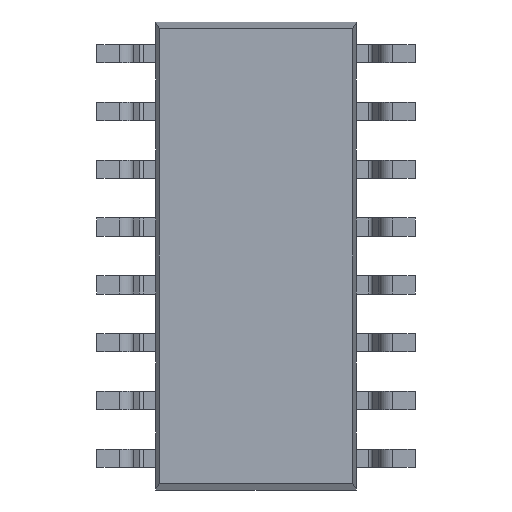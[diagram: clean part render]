
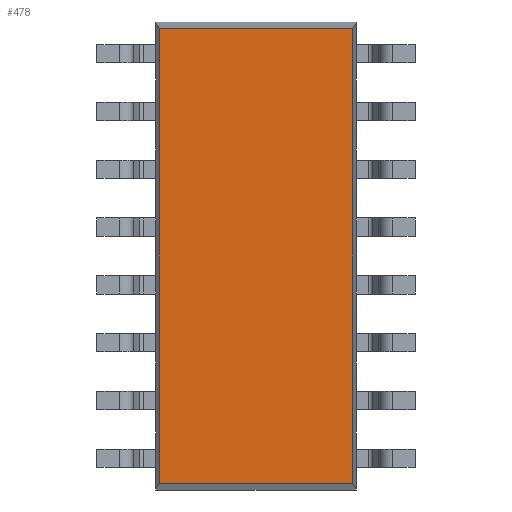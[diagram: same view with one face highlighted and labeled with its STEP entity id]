
A CAD part, front view. The second image highlights one B-rep face of the part: STEP entity #478.
In plain terms, the highlighted planar face has unit normal (0, -1, 0).
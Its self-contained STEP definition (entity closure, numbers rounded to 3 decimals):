
#3 = VERTEX_POINT ( 'NONE', #6694 ) ;
#15 = VERTEX_POINT ( 'NONE', #6520 ) ;
#19 = VERTEX_POINT ( 'NONE', #6502 ) ;
#76 = VERTEX_POINT ( 'NONE', #2774 ) ;
#478 = ADVANCED_FACE ( 'NONE', ( #2630 ), #3322, .F. ) ;
#1662 = EDGE_CURVE ( 'NONE', #3, #15, #5879, .T. ) ;
#1669 = EDGE_CURVE ( 'NONE', #76, #19, #5872, .T. ) ;
#1670 = EDGE_CURVE ( 'NONE', #15, #76, #5895, .T. ) ;
#1694 = EDGE_CURVE ( 'NONE', #19, #3, #5940, .T. ) ;
#1808 = AXIS2_PLACEMENT_3D ( 'NONE', #3317, #3327, #3328 ) ;
#2235 = EDGE_LOOP ( 'NONE', ( #6871, #6970, #6972, #6973 ) ) ;
#2630 = FACE_OUTER_BOUND ( 'NONE', #2235, .T. ) ;
#2774 = CARTESIAN_POINT ( 'NONE',  ( 2.127, -1.03, 4.994 ) ) ;
#3317 = CARTESIAN_POINT ( 'NONE',  ( -2.2, -1.03, 5.14 ) ) ;
#3322 = PLANE ( 'NONE',  #1808 ) ;
#3327 = DIRECTION ( 'NONE',  ( 0., 1., 0. ) ) ;
#3328 = DIRECTION ( 'NONE',  ( 0., 0., 1. ) ) ;
#5291 = CARTESIAN_POINT ( 'NONE',  ( -2.2, -1.03, -4.994 ) ) ;
#5292 = DIRECTION ( 'NONE',  ( 1., 0., 0. ) ) ;
#5303 = CARTESIAN_POINT ( 'NONE',  ( -2.2, -1.03, 4.994 ) ) ;
#5306 = DIRECTION ( 'NONE',  ( -1., 0., 0. ) ) ;
#5307 = CARTESIAN_POINT ( 'NONE',  ( 2.127, -1.03, 5.14 ) ) ;
#5308 = DIRECTION ( 'NONE',  ( 0., 0., 1. ) ) ;
#5358 = CARTESIAN_POINT ( 'NONE',  ( -2.127, -1.03, 5.14 ) ) ;
#5359 = DIRECTION ( 'NONE',  ( 0., 0., -1. ) ) ;
#5872 = LINE ( 'NONE', #5303, #5893 ) ;
#5879 = LINE ( 'NONE', #5291, #5880 ) ;
#5880 = VECTOR ( 'NONE', #5292, 1000. ) ;
#5893 = VECTOR ( 'NONE', #5306, 1000. ) ;
#5895 = LINE ( 'NONE', #5307, #5896 ) ;
#5896 = VECTOR ( 'NONE', #5308, 1000. ) ;
#5940 = LINE ( 'NONE', #5358, #5941 ) ;
#5941 = VECTOR ( 'NONE', #5359, 1000. ) ;
#6502 = CARTESIAN_POINT ( 'NONE',  ( -2.127, -1.03, 4.994 ) ) ;
#6520 = CARTESIAN_POINT ( 'NONE',  ( 2.127, -1.03, -4.994 ) ) ;
#6694 = CARTESIAN_POINT ( 'NONE',  ( -2.127, -1.03, -4.994 ) ) ;
#6871 = ORIENTED_EDGE ( 'NONE', *, *, #1694, .T. ) ;
#6970 = ORIENTED_EDGE ( 'NONE', *, *, #1662, .T. ) ;
#6972 = ORIENTED_EDGE ( 'NONE', *, *, #1670, .T. ) ;
#6973 = ORIENTED_EDGE ( 'NONE', *, *, #1669, .T. ) ;
